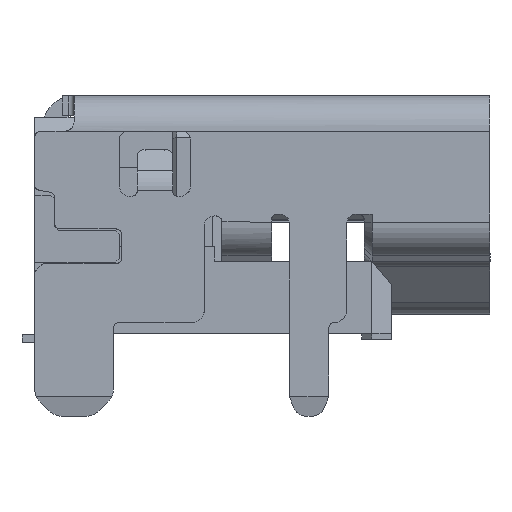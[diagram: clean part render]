
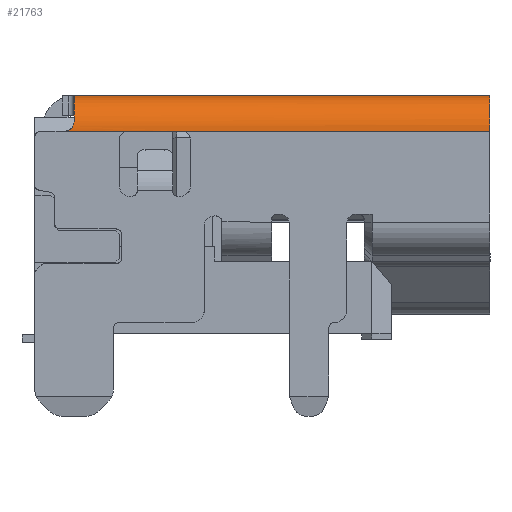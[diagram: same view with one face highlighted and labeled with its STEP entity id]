
A CAD part, left-side view. The second image highlights one B-rep face of the part: STEP entity #21763.
In plain terms, the highlighted cylindrical face has radius 0.9 mm (diameter 1.8 mm), a partial arc.
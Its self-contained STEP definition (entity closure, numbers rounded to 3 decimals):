
#21710=AXIS2_PLACEMENT_3D('Cylinder Axis2P3D',#21707,#21708,#21709) ;
#21730=AXIS2_PLACEMENT_3D('Circle Axis2P3D',#21728,#21729,$) ;
#21735=AXIS2_PLACEMENT_3D('Circle Axis2P3D',#21733,#21734,$) ;
#722=CARTESIAN_POINT('Vertex',(0.9,10.55,8.13)) ;
#725=CARTESIAN_POINT('Line Origine',(0.9,5.275,8.13)) ;
#729=CARTESIAN_POINT('Vertex',(0.9,0.,8.13)) ;
#21707=CARTESIAN_POINT('Axis2P3D Location',(0.9,0.,7.23)) ;
#21712=CARTESIAN_POINT('Line Origine',(0.,0.,7.23)) ;
#21716=CARTESIAN_POINT('Vertex',(0.,7.8,7.23)) ;
#21718=CARTESIAN_POINT('Vertex',(0.,9.2,7.23)) ;
#21721=CARTESIAN_POINT('Line Origine',(0.,0.,7.23)) ;
#21725=CARTESIAN_POINT('Vertex',(0.,0.,7.23)) ;
#21728=CARTESIAN_POINT('Axis2P3D Location',(0.9,0.,7.23)) ;
#21733=CARTESIAN_POINT('Axis2P3D Location',(0.9,10.55,7.23)) ;
#21737=CARTESIAN_POINT('Vertex',(0.035,10.55,7.48)) ;
#21741=CARTESIAN_POINT('Control Point',(0.035,10.55,7.48)) ;
#21742=CARTESIAN_POINT('Control Point',(0.008,10.55,7.386)) ;
#21743=CARTESIAN_POINT('Control Point',(-0.003,10.599,7.283)) ;
#21744=CARTESIAN_POINT('Control Point',(0.,10.702,7.23)) ;
#21745=CARTESIAN_POINT('Control Point',(0.,10.8,7.23)) ;
#21746=CARTESIAN_POINT('Vertex',(0.,10.8,7.23)) ;
#21749=CARTESIAN_POINT('Line Origine',(0.,0.,7.23)) ;
#726=DIRECTION('Vector Direction',(0.,-1.,0.)) ;
#21708=DIRECTION('Axis2P3D Direction',(-0.,-1.,-0.)) ;
#21709=DIRECTION('Axis2P3D XDirection',(1.,0.,0.)) ;
#21713=DIRECTION('Vector Direction',(0.,-1.,0.)) ;
#21722=DIRECTION('Vector Direction',(0.,-1.,0.)) ;
#21729=DIRECTION('Axis2P3D Direction',(-0.,-1.,-0.)) ;
#21734=DIRECTION('Axis2P3D Direction',(-0.,-1.,-0.)) ;
#21750=DIRECTION('Vector Direction',(0.,-1.,0.)) ;
#727=VECTOR('Line Direction',#726,1.) ;
#21714=VECTOR('Line Direction',#21713,1.) ;
#21723=VECTOR('Line Direction',#21722,1.) ;
#21751=VECTOR('Line Direction',#21750,1.) ;
#21755=ORIENTED_EDGE('',*,*,#21720,.F.) ;
#21756=ORIENTED_EDGE('',*,*,#21727,.T.) ;
#21757=ORIENTED_EDGE('',*,*,#21732,.F.) ;
#21758=ORIENTED_EDGE('',*,*,#731,.F.) ;
#21759=ORIENTED_EDGE('',*,*,#21739,.T.) ;
#21760=ORIENTED_EDGE('',*,*,#21748,.T.) ;
#21761=ORIENTED_EDGE('',*,*,#21753,.F.) ;
#21763=ADVANCED_FACE('HDMI A S1H 2.0N1 RL',(#21762),#21711,.T.) ;
#21740=B_SPLINE_CURVE_WITH_KNOTS('',4,(#21741,#21742,#21743,#21744,#21745),.UNSPECIFIED.,.F.,.U.,(5,5),(0.,0.557),.UNSPECIFIED.) ;
#21731=CIRCLE('generated circle',#21730,0.9) ;
#21736=CIRCLE('generated circle',#21735,0.9) ;
#21711=CYLINDRICAL_SURFACE('generated cylinder',#21710,0.9) ;
#731=EDGE_CURVE('',#723,#730,#728,.T.) ;
#21720=EDGE_CURVE('',#21717,#21719,#21715,.F.) ;
#21727=EDGE_CURVE('',#21717,#21726,#21724,.T.) ;
#21732=EDGE_CURVE('',#730,#21726,#21731,.T.) ;
#21739=EDGE_CURVE('',#723,#21738,#21736,.T.) ;
#21748=EDGE_CURVE('',#21738,#21747,#21740,.T.) ;
#21753=EDGE_CURVE('',#21719,#21747,#21752,.F.) ;
#21754=EDGE_LOOP('',(#21755,#21756,#21757,#21758,#21759,#21760,#21761)) ;
#21762=FACE_OUTER_BOUND('',#21754,.T.) ;
#728=LINE('Line',#725,#727) ;
#21715=LINE('Line',#21712,#21714) ;
#21724=LINE('Line',#21721,#21723) ;
#21752=LINE('Line',#21749,#21751) ;
#723=VERTEX_POINT('',#722) ;
#730=VERTEX_POINT('',#729) ;
#21717=VERTEX_POINT('',#21716) ;
#21719=VERTEX_POINT('',#21718) ;
#21726=VERTEX_POINT('',#21725) ;
#21738=VERTEX_POINT('',#21737) ;
#21747=VERTEX_POINT('',#21746) ;
